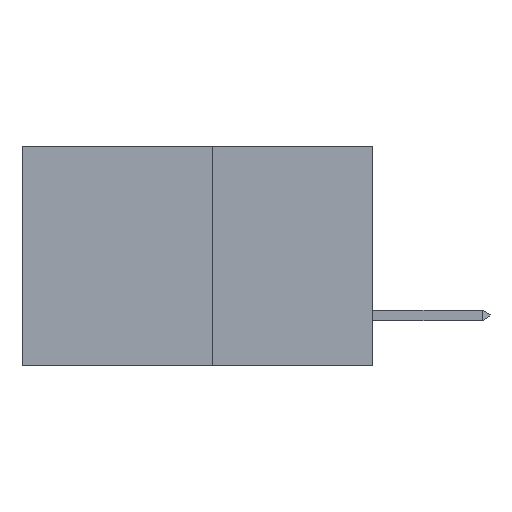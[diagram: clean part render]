
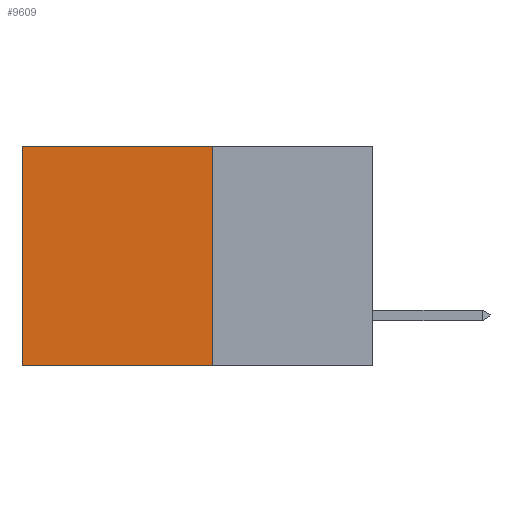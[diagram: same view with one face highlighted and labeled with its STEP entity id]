
A CAD part, left-side view. The second image highlights one B-rep face of the part: STEP entity #9609.
In plain terms, the highlighted planar face has unit normal (-1, 0, 0).
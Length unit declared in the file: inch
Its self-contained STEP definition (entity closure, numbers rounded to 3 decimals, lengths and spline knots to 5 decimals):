
#779 = LINE ( 'NONE', #11332, #13871 ) ;
#885 = VERTEX_POINT ( 'NONE', #7950 ) ;
#907 = DIRECTION ( 'NONE',  ( 0., 0., -1. ) ) ;
#4187 = DIRECTION ( 'NONE',  ( 1., 0., 0. ) ) ;
#4543 = FACE_OUTER_BOUND ( 'NONE', #8294, .T. ) ;
#4885 = AXIS2_PLACEMENT_3D ( 'NONE', #12748, #4187, #16075 ) ;
#5046 = CARTESIAN_POINT ( 'NONE',  ( 0.277, 0.59, 0. ) ) ;
#5500 = EDGE_CURVE ( 'NONE', #16795, #14408, #14324, .T. ) ;
#6369 = CARTESIAN_POINT ( 'NONE',  ( 0.277, 0.27, -0.37 ) ) ;
#6905 = DIRECTION ( 'NONE',  ( 0., 1., 0. ) ) ;
#6945 = VECTOR ( 'NONE', #15098, 39.37008 ) ;
#7766 = CARTESIAN_POINT ( 'NONE',  ( 0.277, 0.59, -0.37 ) ) ;
#7950 = CARTESIAN_POINT ( 'NONE',  ( 0.277, 0.27, 0. ) ) ;
#8294 = EDGE_LOOP ( 'NONE', ( #11839, #8911, #9449, #9979 ) ) ;
#8911 = ORIENTED_EDGE ( 'NONE', *, *, #5500, .F. ) ;
#9329 = PLANE ( 'NONE',  #4885 ) ;
#9449 = ORIENTED_EDGE ( 'NONE', *, *, #20833, .F. ) ;
#9609 = ADVANCED_FACE ( 'NONE', ( #4543 ), #9329, .F. ) ;
#9662 = VECTOR ( 'NONE', #907, 39.37008 ) ;
#9979 = ORIENTED_EDGE ( 'NONE', *, *, #12556, .T. ) ;
#11332 = CARTESIAN_POINT ( 'NONE',  ( 0.277, 0.27, -0.37 ) ) ;
#11566 = EDGE_CURVE ( 'NONE', #21039, #14408, #14160, .T. ) ;
#11839 = ORIENTED_EDGE ( 'NONE', *, *, #11566, .T. ) ;
#12555 = LINE ( 'NONE', #21789, #6945 ) ;
#12556 = EDGE_CURVE ( 'NONE', #885, #21039, #12555, .T. ) ;
#12748 = CARTESIAN_POINT ( 'NONE',  ( 0.277, 0.27, -0.37 ) ) ;
#13040 = DIRECTION ( 'NONE',  ( 0., 0., -1. ) ) ;
#13450 = CARTESIAN_POINT ( 'NONE',  ( 0.277, 0.59, -0.37 ) ) ;
#13797 = VECTOR ( 'NONE', #6905, 39.37008 ) ;
#13871 = VECTOR ( 'NONE', #13040, 39.37008 ) ;
#14160 = LINE ( 'NONE', #7766, #9662 ) ;
#14324 = LINE ( 'NONE', #6369, #13797 ) ;
#14408 = VERTEX_POINT ( 'NONE', #13450 ) ;
#14969 = CARTESIAN_POINT ( 'NONE',  ( 0.277, 0.27, -0.37 ) ) ;
#15098 = DIRECTION ( 'NONE',  ( 0., 1., 0. ) ) ;
#16075 = DIRECTION ( 'NONE',  ( 0., 0., -1. ) ) ;
#16795 = VERTEX_POINT ( 'NONE', #14969 ) ;
#20833 = EDGE_CURVE ( 'NONE', #885, #16795, #779, .T. ) ;
#21039 = VERTEX_POINT ( 'NONE', #5046 ) ;
#21789 = CARTESIAN_POINT ( 'NONE',  ( 0.277, 0.27, 0. ) ) ;
